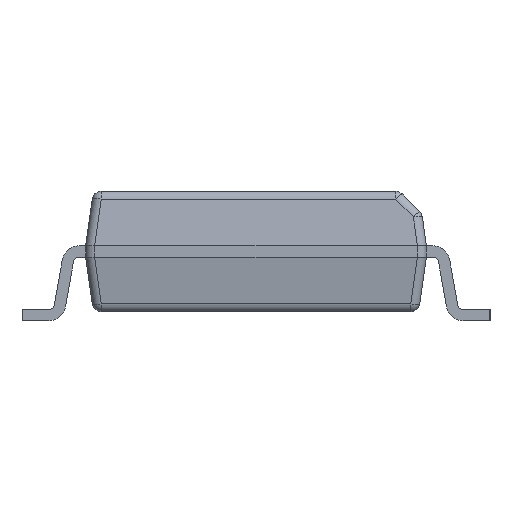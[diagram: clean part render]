
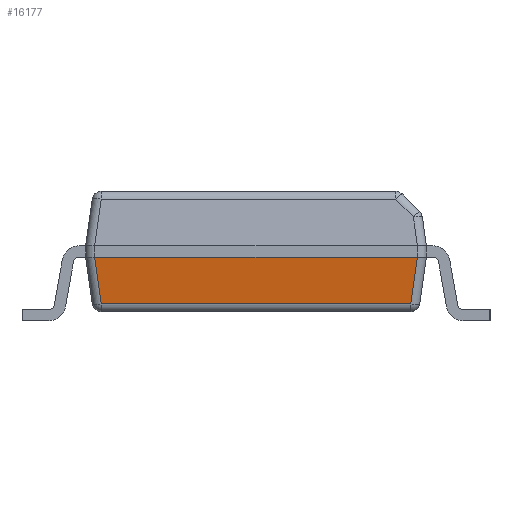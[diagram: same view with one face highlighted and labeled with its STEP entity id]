
A CAD part, left-side view. The second image highlights one B-rep face of the part: STEP entity #16177.
In plain terms, the highlighted planar face has unit normal (-0.99, 0, -0.139).
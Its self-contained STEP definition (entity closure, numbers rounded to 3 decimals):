
#756 = DIRECTION ( 'NONE',  ( -0.99, 0., -0.139 ) ) ;
#1078 = VECTOR ( 'NONE', #2357, 1000. ) ;
#1915 = CARTESIAN_POINT ( 'NONE',  ( -8.806, -3.407, 0.372 ) ) ;
#2357 = DIRECTION ( 'NONE',  ( 0.138, -0.138, -0.981 ) ) ;
#2519 = DIRECTION ( 'NONE',  ( -0.138, -0.138, 0.981 ) ) ;
#2532 = VECTOR ( 'NONE', #2543, 1000. ) ;
#2543 = DIRECTION ( 'NONE',  ( 0., -1., 0. ) ) ;
#2885 = CARTESIAN_POINT ( 'NONE',  ( -8.95, 3.552, 1.4 ) ) ;
#3246 = CARTESIAN_POINT ( 'NONE',  ( -8.95, -3.55, 1.4 ) ) ;
#3731 = VERTEX_POINT ( 'NONE', #21527 ) ;
#4616 = LINE ( 'NONE', #9280, #2532 ) ;
#5957 =( BOUNDED_CURVE ( )  B_SPLINE_CURVE ( 3, ( #14823, #26765, #24397, #2885 ),
 .UNSPECIFIED., .F., .T. ) 
 B_SPLINE_CURVE_WITH_KNOTS ( ( 4, 4 ),
 ( 3.142, 3.151 ),
 .UNSPECIFIED. ) 
 CURVE ( )  GEOMETRIC_REPRESENTATION_ITEM ( )  RATIONAL_B_SPLINE_CURVE ( ( 1., 1., 1., 1. ) ) 
 REPRESENTATION_ITEM ( '' )  );
#8207 = ORIENTED_EDGE ( 'NONE', *, *, #25406, .T. ) ;
#9280 = CARTESIAN_POINT ( 'NONE',  ( -8.95, -3.75, 1.4 ) ) ;
#11179 = ORIENTED_EDGE ( 'NONE', *, *, #24482, .F. ) ;
#12208 = CARTESIAN_POINT ( 'NONE',  ( -8.95, -3.551, 1.4 ) ) ;
#12249 = ORIENTED_EDGE ( 'NONE', *, *, #22656, .T. ) ;
#12359 = CARTESIAN_POINT ( 'NONE',  ( -8.806, -3.75, 0.372 ) ) ;
#12508 = LINE ( 'NONE', #12359, #15302 ) ;
#12672 = VERTEX_POINT ( 'NONE', #29133 ) ;
#12824 = VERTEX_POINT ( 'NONE', #13063 ) ;
#13063 = CARTESIAN_POINT ( 'NONE',  ( -8.95, 3.55, 1.4 ) ) ;
#13484 = EDGE_CURVE ( 'NONE', #12824, #3731, #5957, .T. ) ;
#14082 = CARTESIAN_POINT ( 'NONE',  ( -8.95, -3.55, 1.4 ) ) ;
#14245 = CARTESIAN_POINT ( 'NONE',  ( -8.95, -3.552, 1.4 ) ) ;
#14450 = LINE ( 'NONE', #24509, #18943 ) ;
#14823 = CARTESIAN_POINT ( 'NONE',  ( -8.95, 3.55, 1.4 ) ) ;
#14917 = CARTESIAN_POINT ( 'NONE',  ( -8.95, -3.75, 1.4 ) ) ;
#15199 = ORIENTED_EDGE ( 'NONE', *, *, #28507, .T. ) ;
#15302 = VECTOR ( 'NONE', #24132, 1000. ) ;
#16177 = ADVANCED_FACE ( 'NONE', ( #17422 ), #26872, .T. ) ;
#16394 = VERTEX_POINT ( 'NONE', #3246 ) ;
#16413 = EDGE_CURVE ( 'NONE', #28991, #24472, #12508, .T. ) ;
#16494 = CARTESIAN_POINT ( 'NONE',  ( -8.811, 3.413, 0.413 ) ) ;
#17152 = ORIENTED_EDGE ( 'NONE', *, *, #16413, .T. ) ;
#17422 = FACE_OUTER_BOUND ( 'NONE', #17432, .T. ) ;
#17432 = EDGE_LOOP ( 'NONE', ( #11179, #22550, #8207, #17152, #12249, #15199 ) ) ;
#18752 = AXIS2_PLACEMENT_3D ( 'NONE', #14917, #756, #29705 ) ;
#18943 = VECTOR ( 'NONE', #2519, 1000. ) ;
#21527 = CARTESIAN_POINT ( 'NONE',  ( -8.95, 3.552, 1.4 ) ) ;
#21667 = LINE ( 'NONE', #16494, #1078 ) ;
#21793 = CARTESIAN_POINT ( 'NONE',  ( -8.95, -3.551, 1.4 ) ) ;
#22550 = ORIENTED_EDGE ( 'NONE', *, *, #13484, .T. ) ;
#22656 = EDGE_CURVE ( 'NONE', #24472, #12672, #14450, .T. ) ;
#23180 =( BOUNDED_CURVE ( )  B_SPLINE_CURVE ( 3, ( #14245, #12208, #21793, #14082 ),
 .UNSPECIFIED., .F., .F. ) 
 B_SPLINE_CURVE_WITH_KNOTS ( ( 4, 4 ),
 ( 3.132, 3.142 ),
 .UNSPECIFIED. ) 
 CURVE ( )  GEOMETRIC_REPRESENTATION_ITEM ( )  RATIONAL_B_SPLINE_CURVE ( ( 1., 1., 1., 1. ) ) 
 REPRESENTATION_ITEM ( '' )  );
#23614 = CARTESIAN_POINT ( 'NONE',  ( -8.806, 3.407, 0.372 ) ) ;
#24132 = DIRECTION ( 'NONE',  ( 0., -1., 0. ) ) ;
#24397 = CARTESIAN_POINT ( 'NONE',  ( -8.95, 3.551, 1.4 ) ) ;
#24472 = VERTEX_POINT ( 'NONE', #1915 ) ;
#24482 = EDGE_CURVE ( 'NONE', #12824, #16394, #4616, .T. ) ;
#24509 = CARTESIAN_POINT ( 'NONE',  ( -8.954, -3.556, 1.427 ) ) ;
#25406 = EDGE_CURVE ( 'NONE', #3731, #28991, #21667, .T. ) ;
#26765 = CARTESIAN_POINT ( 'NONE',  ( -8.95, 3.551, 1.4 ) ) ;
#26872 = PLANE ( 'NONE',  #18752 ) ;
#28507 = EDGE_CURVE ( 'NONE', #12672, #16394, #23180, .T. ) ;
#28991 = VERTEX_POINT ( 'NONE', #23614 ) ;
#29133 = CARTESIAN_POINT ( 'NONE',  ( -8.95, -3.552, 1.4 ) ) ;
#29705 = DIRECTION ( 'NONE',  ( 0., 1., 0. ) ) ;
